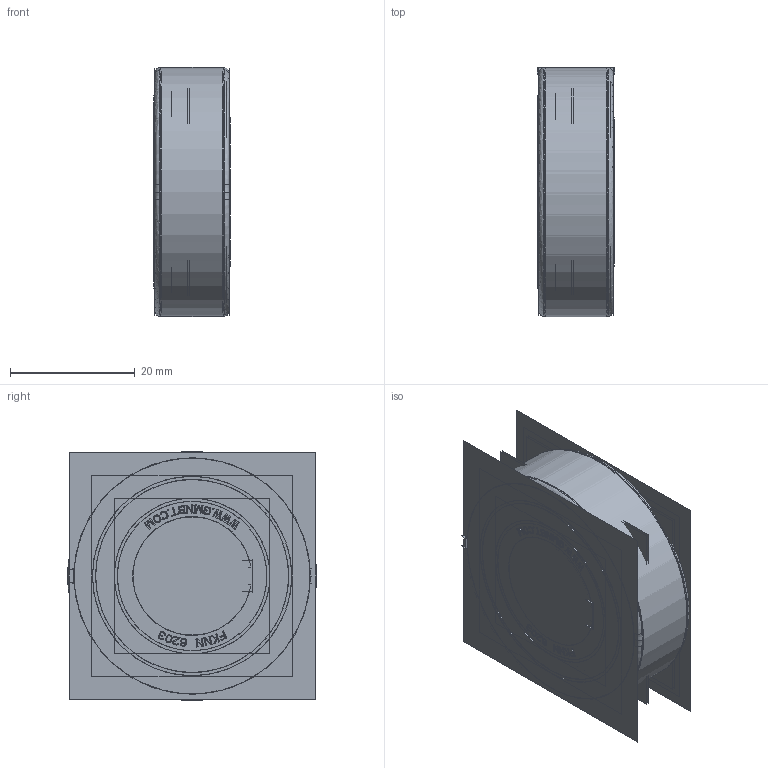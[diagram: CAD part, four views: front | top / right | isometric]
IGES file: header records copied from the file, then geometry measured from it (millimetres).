
Start section:  PTC IGES file: fknn6203.igs
Global section: file name: fknn6203.igs; native system: Creo Parametric by Parametric Technology Corporation; preprocessor: 2013150; author: sales 4; organization: Unknown; date: 20140325.121652; units: millimetre
Bounding box: 12.48 x 40.04 x 40 mm (x, y, z)
Volume: 10139.8 mm3; surface area: 85860.5 mm2
Topology: 33 solids, 33 shells, 3548 faces, 18530 edges, 23148 vertices
Faces by surface type: bspline 2208, revolution 1340
